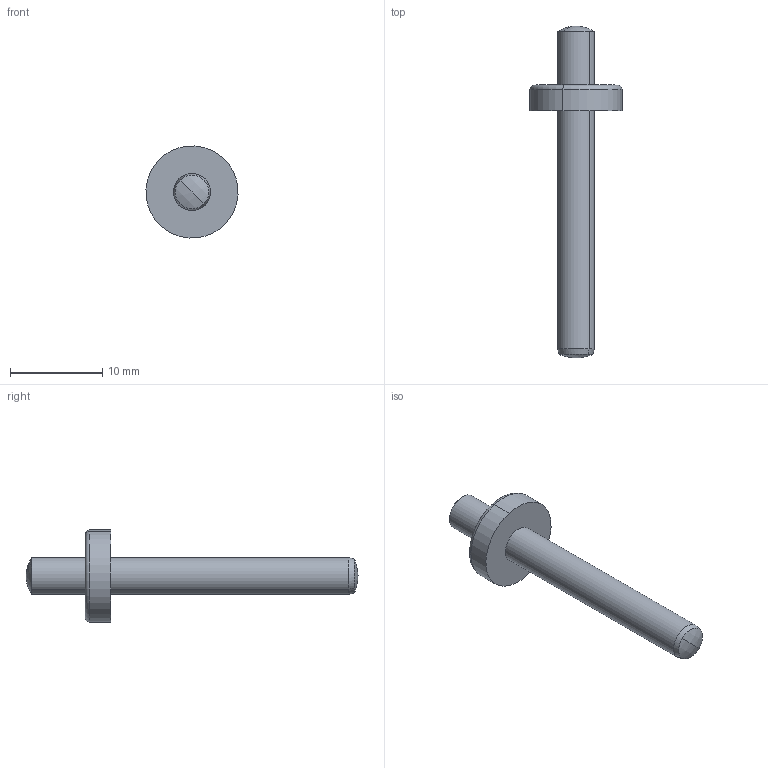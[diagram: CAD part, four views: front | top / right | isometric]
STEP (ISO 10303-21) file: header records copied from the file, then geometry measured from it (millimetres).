
FILE_DESCRIPTION (( 'STEP AP214' ), '1' );
FILE_NAME ('INGUN_116020.STEP', '2024-04-02T08:12:43', ( '' ), ( '' ), 'SwSTEP 2.0', 'SolidWorks 2021', '' );
FILE_SCHEMA (( 'AUTOMOTIVE_DESIGN' ));
Length unit declared in the file: millimetre
Products named in the file (3): 15950~0_S; INGUN_116020; DIN6325~n_04,0m6x036
Assembly tree (2 placements, depth 2):
  INGUN_116020
    DIN6325~n_04,0m6x036
    15950~0_S
Bounding box: 9.98 x 36 x 9.98 mm (x, y, z)
Volume: 607.9 mm3; surface area: 713.8 mm2
Topology: 2 solids, 2 shells, 17 faces, 34 edges, 22 vertices
Faces by surface type: cylinder 6, sphere 4, plane 3, cone 2, torus 2
Entity records: 572 total; most frequent: DIRECTION 104, CARTESIAN_POINT 78, ORIENTED_EDGE 68, AXIS2_PLACEMENT_3D 48, EDGE_CURVE 34, CIRCLE 26, VERTEX_POINT 22, EDGE_LOOP 20
